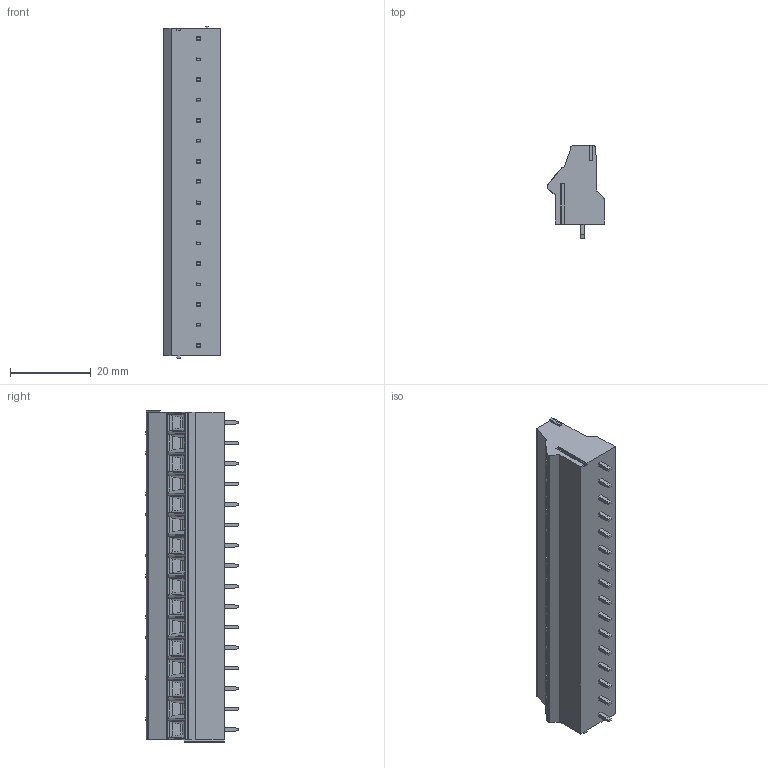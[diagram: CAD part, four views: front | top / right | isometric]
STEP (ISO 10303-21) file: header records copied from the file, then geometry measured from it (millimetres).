
FILE_DESCRIPTION((''),'2;1');
FILE_NAME('PRT0053','2025-01-20T',('yanfa'),(''),'PRO/ENGINEER BY PARAMETRIC TECHNOLOGY CORPORATION, 2009280','PRO/ENGINEER BY PARAMETRIC TECHNOLOGY CORPORATION, 2009280','');
FILE_SCHEMA(('AUTOMOTIVE_DESIGN_CC2 { 1 2 10303 214 -1 1 5 2 }'));
Length unit declared in the file: millimetre
Products named in the file (1): PRT0053
Bounding box: 14.25 x 23.1 x 82.44 mm (x, y, z)
Volume: 14924.3 mm3; surface area: 6973.3 mm2
Topology: 1 solids, 1 shells, 586 faces, 1576 edges, 1030 vertices
Faces by surface type: plane 398, cylinder 136, torus 32, sphere 20
Entity records: 18424 total; most frequent: CARTESIAN_POINT 3820, ORIENTED_EDGE 3112, DIRECTION 2880, EDGE_CURVE 1556, VECTOR 1084, LINE 1084, VERTEX_POINT 1030, AXIS2_PLACEMENT_3D 898
